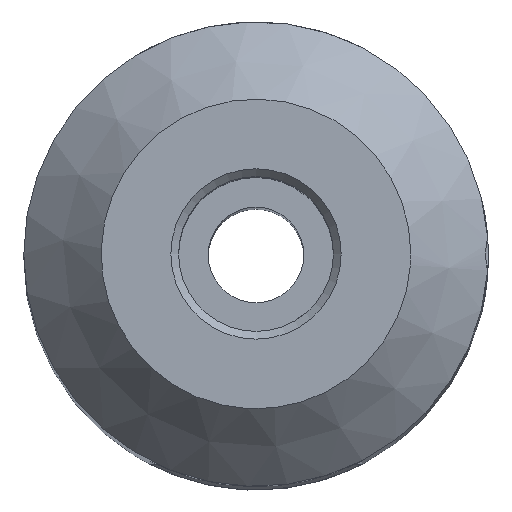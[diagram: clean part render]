
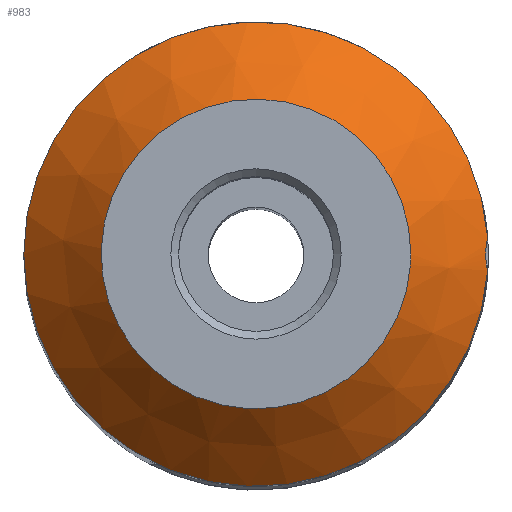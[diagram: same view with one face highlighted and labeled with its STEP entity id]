
A CAD part, top view. The second image highlights one B-rep face of the part: STEP entity #983.
In plain terms, the highlighted conical face has half-angle 45 degrees and reference radius 6 mm.
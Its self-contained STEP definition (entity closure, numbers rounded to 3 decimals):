
#85 = CARTESIAN_POINT ( 'NONE',  ( 8.977, 0.64, 87. ) ) ;
#101 = DIRECTION ( 'NONE',  ( 1., 0., 0. ) ) ;
#137 = VERTEX_POINT ( 'NONE', #317 ) ;
#214 = CARTESIAN_POINT ( 'NONE',  ( 8.907, 0.22, 87.091 ) ) ;
#220 = AXIS2_PLACEMENT_3D ( 'NONE', #1056, #1396, #101 ) ;
#268 = B_SPLINE_CURVE_WITH_KNOTS ( 'NONE', 3,
 ( #85, #722, #536, #214, #617, #648, #406, #427 ),
 .UNSPECIFIED., .F., .F.,
 ( 4, 2, 2, 4 ),
 ( 0., 0., 0.001, 0.001 ),
 .UNSPECIFIED. ) ;
#317 = CARTESIAN_POINT ( 'NONE',  ( 8.977, 0.64, 87. ) ) ;
#362 = FACE_BOUND ( 'NONE', #615, .T. ) ;
#389 = ORIENTED_EDGE ( 'NONE', *, *, #764, .F. ) ;
#406 = CARTESIAN_POINT ( 'NONE',  ( 8.926, -0.436, 87.065 ) ) ;
#427 = CARTESIAN_POINT ( 'NONE',  ( 8.977, -0.64, 87. ) ) ;
#447 = CIRCLE ( 'NONE', #907, 6. ) ;
#536 = CARTESIAN_POINT ( 'NONE',  ( 8.933, 0.434, 87.058 ) ) ;
#580 = VERTEX_POINT ( 'NONE', #1014 ) ;
#615 = EDGE_LOOP ( 'NONE', ( #805 ) ) ;
#617 = CARTESIAN_POINT ( 'NONE',  ( 8.9, 0.11, 87.1 ) ) ;
#648 = CARTESIAN_POINT ( 'NONE',  ( 8.9, -0.218, 87.1 ) ) ;
#692 = CIRCLE ( 'NONE', #220, 9. ) ;
#713 = ORIENTED_EDGE ( 'NONE', *, *, #784, .F. ) ;
#722 = CARTESIAN_POINT ( 'NONE',  ( 8.952, 0.538, 87.033 ) ) ;
#764 = EDGE_CURVE ( 'NONE', #1235, #137, #692, .T. ) ;
#784 = EDGE_CURVE ( 'NONE', #137, #1235, #268, .T. ) ;
#787 = CARTESIAN_POINT ( 'NONE',  ( 0., 0., 90. ) ) ;
#805 = ORIENTED_EDGE ( 'NONE', *, *, #925, .F. ) ;
#811 = CONICAL_SURFACE ( 'NONE', #1249, 6., 0.785 ) ;
#907 = AXIS2_PLACEMENT_3D ( 'NONE', #787, #1316, #1100 ) ;
#925 = EDGE_CURVE ( 'NONE', #580, #580, #447, .T. ) ;
#983 = ADVANCED_FACE ( 'NONE', ( #987, #362 ), #811, .T. ) ;
#987 = FACE_OUTER_BOUND ( 'NONE', #1156, .T. ) ;
#996 = DIRECTION ( 'NONE',  ( 0., 0., -1. ) ) ;
#1002 = DIRECTION ( 'NONE',  ( -1., 0., 0. ) ) ;
#1007 = CARTESIAN_POINT ( 'NONE',  ( 0., 0., 90. ) ) ;
#1014 = CARTESIAN_POINT ( 'NONE',  ( 6., 0., 90. ) ) ;
#1056 = CARTESIAN_POINT ( 'NONE',  ( 0., 0., 87. ) ) ;
#1100 = DIRECTION ( 'NONE',  ( 1., 0., 0. ) ) ;
#1105 = CARTESIAN_POINT ( 'NONE',  ( 8.977, -0.64, 87. ) ) ;
#1156 = EDGE_LOOP ( 'NONE', ( #713, #389 ) ) ;
#1235 = VERTEX_POINT ( 'NONE', #1105 ) ;
#1249 = AXIS2_PLACEMENT_3D ( 'NONE', #1007, #996, #1002 ) ;
#1316 = DIRECTION ( 'NONE',  ( 0., 0., 1. ) ) ;
#1396 = DIRECTION ( 'NONE',  ( 0., 0., -1. ) ) ;
